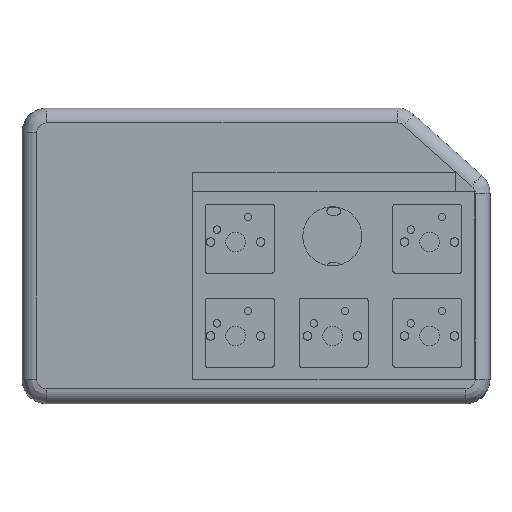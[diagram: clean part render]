
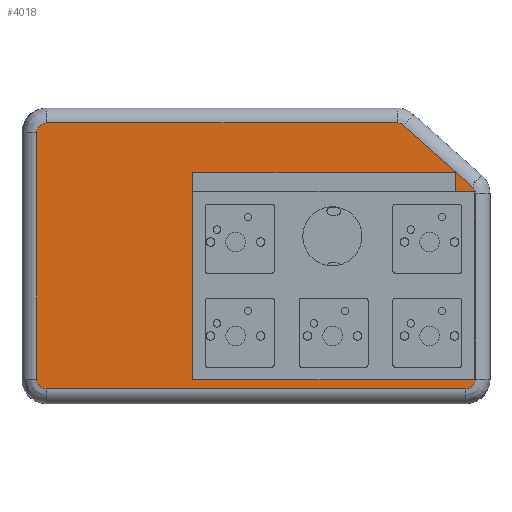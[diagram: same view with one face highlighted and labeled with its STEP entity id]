
A CAD part, top view. The second image highlights one B-rep face of the part: STEP entity #4018.
In plain terms, the highlighted planar face has unit normal (0, 0, 1).
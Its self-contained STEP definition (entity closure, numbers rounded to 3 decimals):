
#335=FACE_BOUND('',#1127,.T.);
#566=CIRCLE('',#4454,2.);
#572=CIRCLE('',#4461,2.);
#575=CIRCLE('',#4465,2.);
#578=CIRCLE('',#4469,2.);
#582=CIRCLE('',#4476,2.);
#759=FACE_OUTER_BOUND('',#1126,.T.);
#1126=EDGE_LOOP('',(#3660,#3661,#3662,#3663,#3664,#3665,#3666,#3667,#3668,
#3669));
#1127=EDGE_LOOP('',(#3670,#3671,#3672,#3673,#3674,#3675));
#1392=LINE('',#6704,#1696);
#1394=LINE('',#6723,#1698);
#1395=LINE('',#6739,#1699);
#1396=LINE('',#6755,#1700);
#1398=LINE('',#6777,#1702);
#1412=LINE('',#6806,#1716);
#1413=LINE('',#6808,#1717);
#1414=LINE('',#6810,#1718);
#1415=LINE('',#6812,#1719);
#1416=LINE('',#6814,#1720);
#1417=LINE('',#6815,#1721);
#1696=VECTOR('',#5539,10.);
#1698=VECTOR('',#5551,10.);
#1699=VECTOR('',#5560,10.);
#1700=VECTOR('',#5569,10.);
#1702=VECTOR('',#5583,10.);
#1716=VECTOR('',#5609,10.);
#1717=VECTOR('',#5610,10.);
#1718=VECTOR('',#5611,10.);
#1719=VECTOR('',#5612,10.);
#1720=VECTOR('',#5613,10.);
#1721=VECTOR('',#5614,10.);
#2071=VERTEX_POINT('',#6692);
#2072=VERTEX_POINT('',#6694);
#2074=VERTEX_POINT('',#6700);
#2076=VERTEX_POINT('',#6714);
#2078=VERTEX_POINT('',#6720);
#2079=VERTEX_POINT('',#6733);
#2080=VERTEX_POINT('',#6737);
#2081=VERTEX_POINT('',#6749);
#2082=VERTEX_POINT('',#6753);
#2086=VERTEX_POINT('',#6771);
#2095=VERTEX_POINT('',#6804);
#2096=VERTEX_POINT('',#6805);
#2097=VERTEX_POINT('',#6807);
#2098=VERTEX_POINT('',#6809);
#2099=VERTEX_POINT('',#6811);
#2100=VERTEX_POINT('',#6813);
#2589=EDGE_CURVE('',#2071,#2072,#566,.T.);
#2594=EDGE_CURVE('',#2072,#2074,#1392,.T.);
#2597=EDGE_CURVE('',#2074,#2076,#572,.T.);
#2600=EDGE_CURVE('',#2076,#2078,#1394,.T.);
#2602=EDGE_CURVE('',#2078,#2079,#575,.T.);
#2604=EDGE_CURVE('',#2079,#2080,#1395,.T.);
#2606=EDGE_CURVE('',#2080,#2081,#578,.T.);
#2608=EDGE_CURVE('',#2081,#2082,#1396,.T.);
#2614=EDGE_CURVE('',#2082,#2086,#582,.T.);
#2615=EDGE_CURVE('',#2086,#2071,#1398,.T.);
#2629=EDGE_CURVE('',#2095,#2096,#1412,.T.);
#2630=EDGE_CURVE('',#2097,#2095,#1413,.T.);
#2631=EDGE_CURVE('',#2097,#2098,#1414,.T.);
#2632=EDGE_CURVE('',#2098,#2099,#1415,.T.);
#2633=EDGE_CURVE('',#2100,#2099,#1416,.T.);
#2634=EDGE_CURVE('',#2096,#2100,#1417,.T.);
#3660=ORIENTED_EDGE('',*,*,#2589,.F.);
#3661=ORIENTED_EDGE('',*,*,#2615,.F.);
#3662=ORIENTED_EDGE('',*,*,#2614,.F.);
#3663=ORIENTED_EDGE('',*,*,#2608,.F.);
#3664=ORIENTED_EDGE('',*,*,#2606,.F.);
#3665=ORIENTED_EDGE('',*,*,#2604,.F.);
#3666=ORIENTED_EDGE('',*,*,#2602,.F.);
#3667=ORIENTED_EDGE('',*,*,#2600,.F.);
#3668=ORIENTED_EDGE('',*,*,#2597,.F.);
#3669=ORIENTED_EDGE('',*,*,#2594,.F.);
#3670=ORIENTED_EDGE('',*,*,#2629,.F.);
#3671=ORIENTED_EDGE('',*,*,#2630,.F.);
#3672=ORIENTED_EDGE('',*,*,#2631,.T.);
#3673=ORIENTED_EDGE('',*,*,#2632,.T.);
#3674=ORIENTED_EDGE('',*,*,#2633,.F.);
#3675=ORIENTED_EDGE('',*,*,#2634,.F.);
#3823=PLANE('',#4483);
#4018=ADVANCED_FACE('',(#759,#335),#3823,.T.);
#4454=AXIS2_PLACEMENT_3D('',#6695,#5528,#5529);
#4461=AXIS2_PLACEMENT_3D('',#6718,#5544,#5545);
#4465=AXIS2_PLACEMENT_3D('',#6735,#5554,#5555);
#4469=AXIS2_PLACEMENT_3D('',#6751,#5563,#5564);
#4476=AXIS2_PLACEMENT_3D('',#6775,#5579,#5580);
#4483=AXIS2_PLACEMENT_3D('',#6803,#5607,#5608);
#5528=DIRECTION('center_axis',(0.,0.,-1.));
#5529=DIRECTION('ref_axis',(0.707,-0.707,0.));
#5539=DIRECTION('',(-1.,0.,0.));
#5544=DIRECTION('center_axis',(0.,0.,-1.));
#5545=DIRECTION('ref_axis',(-0.707,-0.707,0.));
#5551=DIRECTION('',(0.,1.,0.));
#5554=DIRECTION('center_axis',(0.,0.,-1.));
#5555=DIRECTION('ref_axis',(-0.707,0.707,0.));
#5560=DIRECTION('',(1.,0.,0.));
#5563=DIRECTION('center_axis',(0.,0.,-1.));
#5564=DIRECTION('ref_axis',(0.357,0.934,0.));
#5569=DIRECTION('',(0.745,-0.667,0.));
#5579=DIRECTION('center_axis',(0.,0.,-1.));
#5580=DIRECTION('ref_axis',(0.913,0.408,0.));
#5583=DIRECTION('',(0.,-1.,0.));
#5607=DIRECTION('center_axis',(0.,0.,1.));
#5608=DIRECTION('ref_axis',(1.,0.,0.));
#5609=DIRECTION('',(1.,0.,0.));
#5610=DIRECTION('',(0.,-1.,0.));
#5611=DIRECTION('',(1.,0.,0.));
#5612=DIRECTION('',(0.,-1.,0.));
#5613=DIRECTION('',(-1.,0.,0.));
#5614=DIRECTION('',(0.,1.,0.));
#6692=CARTESIAN_POINT('',(90.,3.,12.));
#6694=CARTESIAN_POINT('',(88.,1.,12.));
#6695=CARTESIAN_POINT('Origin',(88.,3.,12.));
#6700=CARTESIAN_POINT('',(3.,1.,12.));
#6704=CARTESIAN_POINT('',(21.75,1.,12.));
#6714=CARTESIAN_POINT('',(1.,3.,12.));
#6718=CARTESIAN_POINT('Origin',(3.,3.,12.));
#6720=CARTESIAN_POINT('',(1.,53.,12.));
#6723=CARTESIAN_POINT('',(1.,43.,12.));
#6733=CARTESIAN_POINT('',(3.,55.,12.));
#6735=CARTESIAN_POINT('Origin',(3.,53.,12.));
#6737=CARTESIAN_POINT('',(74.196,55.,12.));
#6739=CARTESIAN_POINT('',(60.421,55.,12.));
#6749=CARTESIAN_POINT('',(75.529,54.491,12.));
#6751=CARTESIAN_POINT('Origin',(74.196,53.,12.));
#6753=CARTESIAN_POINT('',(89.333,42.149,12.));
#6755=CARTESIAN_POINT('',(81.169,49.449,12.));
#6771=CARTESIAN_POINT('',(90.,40.658,12.));
#6775=CARTESIAN_POINT('Origin',(88.,40.658,12.));
#6777=CARTESIAN_POINT('',(90.,13.,12.));
#6803=CARTESIAN_POINT('Origin',(45.5,28.,12.));
#6804=CARTESIAN_POINT('',(32.663,2.9,12.));
#6805=CARTESIAN_POINT('',(89.813,2.9,12.));
#6806=CARTESIAN_POINT('',(32.663,2.9,12.));
#6807=CARTESIAN_POINT('',(32.662,45.,12.));
#6808=CARTESIAN_POINT('',(32.663,2.9,12.));
#6809=CARTESIAN_POINT('',(86.,45.,12.));
#6810=CARTESIAN_POINT('',(39.081,45.,12.));
#6811=CARTESIAN_POINT('',(86.,41.,12.));
#6812=CARTESIAN_POINT('',(86.,36.5,12.));
#6813=CARTESIAN_POINT('',(89.813,41.,12.));
#6814=CARTESIAN_POINT('',(32.663,41.,12.));
#6815=CARTESIAN_POINT('',(89.813,41.,12.));
